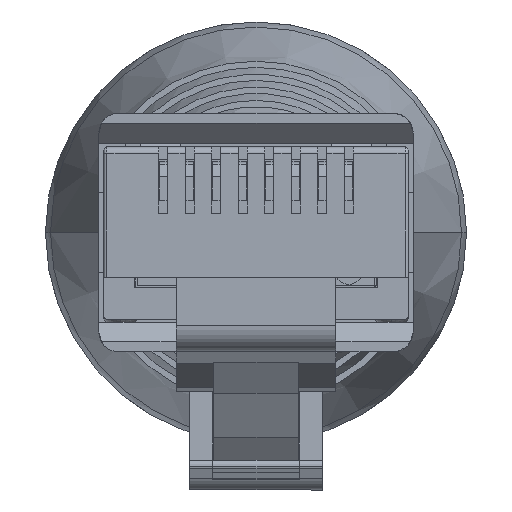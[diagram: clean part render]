
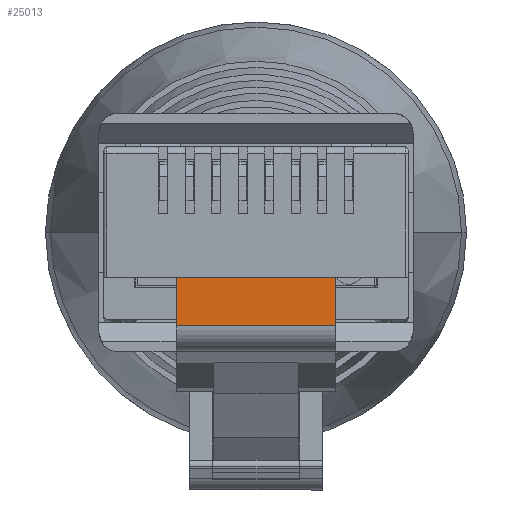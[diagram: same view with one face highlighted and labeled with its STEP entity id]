
A CAD part, left-side view. The second image highlights one B-rep face of the part: STEP entity #25013.
In plain terms, the highlighted face is planar.
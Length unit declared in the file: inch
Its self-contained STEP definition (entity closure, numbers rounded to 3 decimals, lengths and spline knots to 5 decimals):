
#392 = LINE ( 'NONE', #2781, #20347 ) ;
#493 = ORIENTED_EDGE ( 'NONE', *, *, #1231, .F. ) ;
#554 = VERTEX_POINT ( 'NONE', #12579 ) ;
#742 = DIRECTION ( 'NONE',  ( 0., 0., 1. ) ) ;
#1231 = EDGE_CURVE ( 'NONE', #554, #31523, #25904, .T. ) ;
#1634 = LINE ( 'NONE', #5790, #16467 ) ;
#2781 = CARTESIAN_POINT ( 'NONE',  ( 0.29094, 0.06693, 0.12008 ) ) ;
#3942 = CARTESIAN_POINT ( 'NONE',  ( 0.29094, 0.13976, 0.06398 ) ) ;
#5632 = EDGE_LOOP ( 'NONE', ( #11482, #28505, #493, #29103 ) ) ;
#5790 = CARTESIAN_POINT ( 'NONE',  ( 0.29094, 0.06693, 0.06398 ) ) ;
#5986 = VECTOR ( 'NONE', #31374, 39.37008 ) ;
#9202 = EDGE_CURVE ( 'NONE', #25370, #31523, #28924, .T. ) ;
#9796 = EDGE_CURVE ( 'NONE', #19141, #554, #392, .T. ) ;
#10381 = PLANE ( 'NONE',  #31967 ) ;
#10600 = DIRECTION ( 'NONE',  ( -1., 0., 0. ) ) ;
#11482 = ORIENTED_EDGE ( 'NONE', *, *, #26637, .T. ) ;
#11685 = CARTESIAN_POINT ( 'NONE',  ( 0.29094, 0.06693, 0.12008 ) ) ;
#12579 = CARTESIAN_POINT ( 'NONE',  ( 0.29094, 0.13976, 0.12008 ) ) ;
#12756 = DIRECTION ( 'NONE',  ( 0., 1., 0. ) ) ;
#16467 = VECTOR ( 'NONE', #25667, 39.37008 ) ;
#17620 = DIRECTION ( 'NONE',  ( 0., 1., 0. ) ) ;
#19141 = VERTEX_POINT ( 'NONE', #11685 ) ;
#20347 = VECTOR ( 'NONE', #17620, 39.37008 ) ;
#22394 = CARTESIAN_POINT ( 'NONE',  ( 0.29094, 0.06693, -0.12008 ) ) ;
#24324 = CARTESIAN_POINT ( 'NONE',  ( 0.29094, 0.06693, -0.12008 ) ) ;
#25013 = ADVANCED_FACE ( 'NONE', ( #32254 ), #10381, .F. ) ;
#25370 = VERTEX_POINT ( 'NONE', #24324 ) ;
#25555 = CARTESIAN_POINT ( 'NONE',  ( 0.29094, 0.13976, 0.06398 ) ) ;
#25667 = DIRECTION ( 'NONE',  ( 0., 0., -1. ) ) ;
#25904 = LINE ( 'NONE', #3942, #5986 ) ;
#26040 = CARTESIAN_POINT ( 'NONE',  ( 0.29094, 0.13976, -0.12008 ) ) ;
#26637 = EDGE_CURVE ( 'NONE', #19141, #25370, #1634, .T. ) ;
#28162 = VECTOR ( 'NONE', #12756, 39.37008 ) ;
#28505 = ORIENTED_EDGE ( 'NONE', *, *, #9202, .T. ) ;
#28924 = LINE ( 'NONE', #22394, #28162 ) ;
#29103 = ORIENTED_EDGE ( 'NONE', *, *, #9796, .F. ) ;
#31374 = DIRECTION ( 'NONE',  ( 0., 0., -1. ) ) ;
#31523 = VERTEX_POINT ( 'NONE', #26040 ) ;
#31967 = AXIS2_PLACEMENT_3D ( 'NONE', #25555, #10600, #742 ) ;
#32254 = FACE_OUTER_BOUND ( 'NONE', #5632, .T. ) ;
